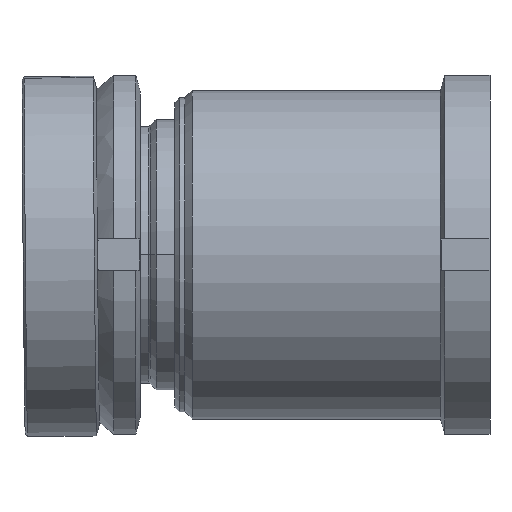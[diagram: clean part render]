
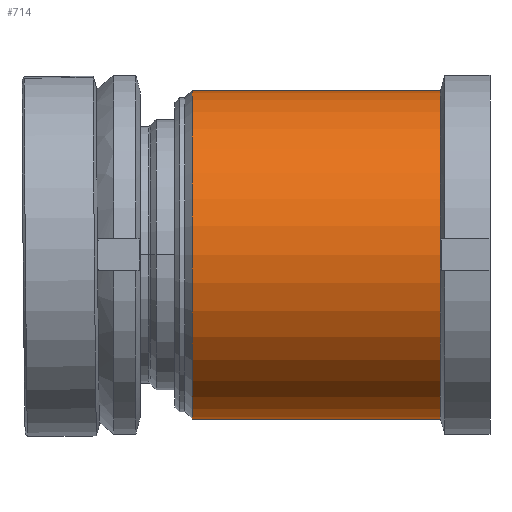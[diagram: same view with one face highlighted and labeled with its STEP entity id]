
A CAD part, left-side view. The second image highlights one B-rep face of the part: STEP entity #714.
In plain terms, the highlighted cylindrical face has radius 36.5 mm (diameter 73 mm), a partial arc.
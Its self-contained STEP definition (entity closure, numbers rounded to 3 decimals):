
#99 = ORIENTED_EDGE ( 'NONE', *, *, #2554, .T. ) ;
#108 = CARTESIAN_POINT ( 'NONE',  ( 0., -59., -36.5 ) ) ;
#220 = CARTESIAN_POINT ( 'NONE',  ( 0., -59., 36.5 ) ) ;
#403 = CIRCLE ( 'NONE', #1195, 36.5 ) ;
#413 = CYLINDRICAL_SURFACE ( 'NONE', #1426, 36.5 ) ;
#470 = ORIENTED_EDGE ( 'NONE', *, *, #1522, .T. ) ;
#536 = DIRECTION ( 'NONE',  ( 0., 1., 0. ) ) ;
#694 = CARTESIAN_POINT ( 'NONE',  ( 0., 10.447, -36.5 ) ) ;
#714 = ADVANCED_FACE ( 'NONE', ( #987 ), #413, .T. ) ;
#738 = CARTESIAN_POINT ( 'NONE',  ( 0., 10.447, 0. ) ) ;
#745 = CARTESIAN_POINT ( 'NONE',  ( 0., -59., 0. ) ) ;
#775 = DIRECTION ( 'NONE',  ( 0., 0., 1. ) ) ;
#962 = ORIENTED_EDGE ( 'NONE', *, *, #1170, .F. ) ;
#966 = VERTEX_POINT ( 'NONE', #2647 ) ;
#987 = FACE_OUTER_BOUND ( 'NONE', #1264, .T. ) ;
#1170 = EDGE_CURVE ( 'NONE', #2799, #2471, #1450, .T. ) ;
#1177 = LINE ( 'NONE', #2255, #2164 ) ;
#1195 = AXIS2_PLACEMENT_3D ( 'NONE', #1319, #536, #2114 ) ;
#1217 = CARTESIAN_POINT ( 'NONE',  ( 0., -3.8, -36.5 ) ) ;
#1264 = EDGE_LOOP ( 'NONE', ( #962, #470, #99, #2520 ) ) ;
#1319 = CARTESIAN_POINT ( 'NONE',  ( 0., -3.8, 0. ) ) ;
#1426 = AXIS2_PLACEMENT_3D ( 'NONE', #738, #1988, #2274 ) ;
#1450 = LINE ( 'NONE', #694, #2495 ) ;
#1507 = AXIS2_PLACEMENT_3D ( 'NONE', #745, #2284, #775 ) ;
#1522 = EDGE_CURVE ( 'NONE', #2799, #1548, #2531, .T. ) ;
#1548 = VERTEX_POINT ( 'NONE', #220 ) ;
#1988 = DIRECTION ( 'NONE',  ( 0., 1., 0. ) ) ;
#2114 = DIRECTION ( 'NONE',  ( 0., 0., 1. ) ) ;
#2164 = VECTOR ( 'NONE', #2516, 1000. ) ;
#2255 = CARTESIAN_POINT ( 'NONE',  ( 0., 10.447, 36.5 ) ) ;
#2274 = DIRECTION ( 'NONE',  ( 0., 0., 1. ) ) ;
#2284 = DIRECTION ( 'NONE',  ( 0., 1., 0. ) ) ;
#2471 = VERTEX_POINT ( 'NONE', #1217 ) ;
#2495 = VECTOR ( 'NONE', #2740, 1000. ) ;
#2516 = DIRECTION ( 'NONE',  ( 0., 1., 0. ) ) ;
#2520 = ORIENTED_EDGE ( 'NONE', *, *, #3002, .F. ) ;
#2531 = CIRCLE ( 'NONE', #1507, 36.5 ) ;
#2554 = EDGE_CURVE ( 'NONE', #1548, #966, #1177, .T. ) ;
#2647 = CARTESIAN_POINT ( 'NONE',  ( 0., -3.8, 36.5 ) ) ;
#2740 = DIRECTION ( 'NONE',  ( 0., 1., 0. ) ) ;
#2799 = VERTEX_POINT ( 'NONE', #108 ) ;
#3002 = EDGE_CURVE ( 'NONE', #2471, #966, #403, .T. ) ;
